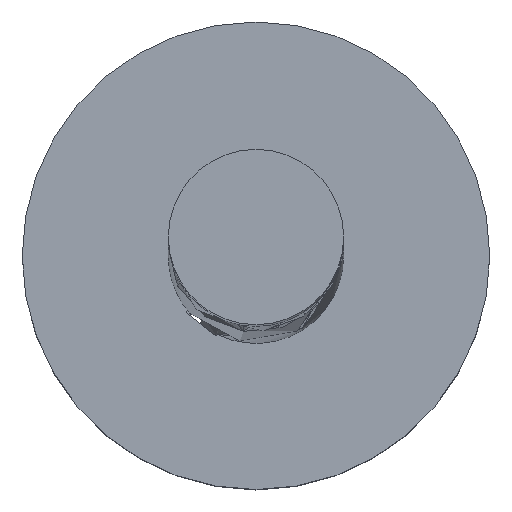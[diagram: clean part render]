
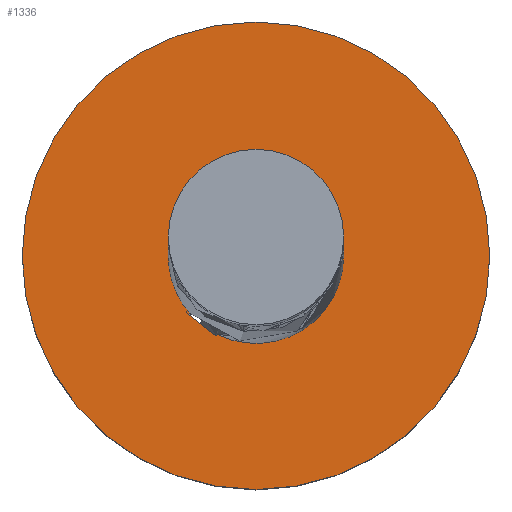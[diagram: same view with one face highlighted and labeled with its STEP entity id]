
A CAD part, top view. The second image highlights one B-rep face of the part: STEP entity #1336.
In plain terms, the highlighted planar face has unit normal (0, 0, 1).
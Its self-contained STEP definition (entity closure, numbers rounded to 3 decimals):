
#3 = DIRECTION ( 'NONE',  ( 0., 0., 1. ) ) ;
#28 = VERTEX_POINT ( 'NONE', #569 ) ;
#41 = EDGE_CURVE ( 'NONE', #1272, #533, #1945, .T. ) ;
#62 = CIRCLE ( 'NONE', #670, 2. ) ;
#98 = EDGE_CURVE ( 'NONE', #28, #689, #1747, .T. ) ;
#103 = CARTESIAN_POINT ( 'NONE',  ( -0.75, 0., 2. ) ) ;
#175 = CARTESIAN_POINT ( 'NONE',  ( -0.569, -0.489, 2. ) ) ;
#180 = ORIENTED_EDGE ( 'NONE', *, *, #770, .T. ) ;
#184 = EDGE_CURVE ( 'NONE', #1884, #1711, #1839, .T. ) ;
#186 = EDGE_CURVE ( 'NONE', #1697, #689, #2086, .T. ) ;
#227 =( BOUNDED_CURVE ( )  B_SPLINE_CURVE ( 1, ( #1023, #1530 ),
 .UNSPECIFIED., .F., .F. ) 
 B_SPLINE_CURVE_WITH_KNOTS ( ( 2, 2 ),
 ( 0., 0. ),
 .UNSPECIFIED. ) 
 CURVE ( )  GEOMETRIC_REPRESENTATION_ITEM ( )  RATIONAL_B_SPLINE_CURVE ( ( 0.999, 0.999 ) ) 
 REPRESENTATION_ITEM ( '' )  );
#248 = EDGE_LOOP ( 'NONE', ( #1090, #541, #423, #2051, #972, #180 ) ) ;
#306 = EDGE_CURVE ( 'NONE', #533, #1697, #1190, .T. ) ;
#309 = CARTESIAN_POINT ( 'NONE',  ( -0.575, -0.496, 2. ) ) ;
#322 = AXIS2_PLACEMENT_3D ( 'NONE', #2152, #1987, #1454 ) ;
#330 = DIRECTION ( 'NONE',  ( 1., 0., 0. ) ) ;
#342 = CARTESIAN_POINT ( 'NONE',  ( 0., 0., 2. ) ) ;
#355 = CARTESIAN_POINT ( 'NONE',  ( -0.572, -0.493, 2. ) ) ;
#367 = CARTESIAN_POINT ( 'NONE',  ( -0.333, -0.672, 2. ) ) ;
#423 = ORIENTED_EDGE ( 'NONE', *, *, #186, .F. ) ;
#441 = CARTESIAN_POINT ( 'NONE',  ( 0., 0., 2. ) ) ;
#464 = AXIS2_PLACEMENT_3D ( 'NONE', #590, #992, #1320 ) ;
#492 = CARTESIAN_POINT ( 'NONE',  ( 0., 0., 2. ) ) ;
#503 = PLANE ( 'NONE',  #1598 ) ;
#512 = DIRECTION ( 'NONE',  ( 1., 0., 0. ) ) ;
#516 = CARTESIAN_POINT ( 'NONE',  ( -0.342, -0.684, 2. ) ) ;
#533 = VERTEX_POINT ( 'NONE', #1947 ) ;
#541 = ORIENTED_EDGE ( 'NONE', *, *, #98, .T. ) ;
#569 = CARTESIAN_POINT ( 'NONE',  ( -0.579, -0.5, 2. ) ) ;
#590 = CARTESIAN_POINT ( 'NONE',  ( 0., 0., 2. ) ) ;
#655 = CARTESIAN_POINT ( 'NONE',  ( -0.579, -0.5, 2. ) ) ;
#670 = AXIS2_PLACEMENT_3D ( 'NONE', #441, #1109, #1907 ) ;
#672 = DIRECTION ( 'NONE',  ( 0., 0., 1. ) ) ;
#689 = VERTEX_POINT ( 'NONE', #726 ) ;
#723 = FACE_OUTER_BOUND ( 'NONE', #1207, .T. ) ;
#726 = CARTESIAN_POINT ( 'NONE',  ( -0.569, -0.489, 2. ) ) ;
#770 = EDGE_CURVE ( 'NONE', #1272, #2063, #1706, .T. ) ;
#784 = CARTESIAN_POINT ( 'NONE',  ( -2., 0., 2. ) ) ;
#834 = CARTESIAN_POINT ( 'NONE',  ( 0., 0., 2. ) ) ;
#972 = ORIENTED_EDGE ( 'NONE', *, *, #41, .F. ) ;
#984 = AXIS2_PLACEMENT_3D ( 'NONE', #834, #672, #512 ) ;
#992 = DIRECTION ( 'NONE',  ( 0., 0., 1. ) ) ;
#1011 = DIRECTION ( 'NONE',  ( 1., 0., 0. ) ) ;
#1012 = CARTESIAN_POINT ( 'NONE',  ( -0.342, -0.684, 2. ) ) ;
#1023 = CARTESIAN_POINT ( 'NONE',  ( -0.342, -0.684, 2. ) ) ;
#1090 = ORIENTED_EDGE ( 'NONE', *, *, #1287, .T. ) ;
#1109 = DIRECTION ( 'NONE',  ( 0., 0., 1. ) ) ;
#1190 = CIRCLE ( 'NONE', #322, 0.75 ) ;
#1195 = ORIENTED_EDGE ( 'NONE', *, *, #1690, .T. ) ;
#1207 = EDGE_LOOP ( 'NONE', ( #1888, #1195 ) ) ;
#1220 = CARTESIAN_POINT ( 'NONE',  ( 2., 0., 2. ) ) ;
#1272 = VERTEX_POINT ( 'NONE', #1821 ) ;
#1287 = EDGE_CURVE ( 'NONE', #2063, #28, #227, .T. ) ;
#1320 = DIRECTION ( 'NONE',  ( 1., 0., 0. ) ) ;
#1336 = ADVANCED_FACE ( 'NONE', ( #723, #1382 ), #503, .T. ) ;
#1382 = FACE_BOUND ( 'NONE', #248, .T. ) ;
#1454 = DIRECTION ( 'NONE',  ( 1., 0., 0. ) ) ;
#1530 = CARTESIAN_POINT ( 'NONE',  ( -0.579, -0.5, 2. ) ) ;
#1598 = AXIS2_PLACEMENT_3D ( 'NONE', #342, #1994, #1011 ) ;
#1690 = EDGE_CURVE ( 'NONE', #1711, #1884, #62, .T. ) ;
#1695 = CARTESIAN_POINT ( 'NONE',  ( -0.339, -0.68, 2. ) ) ;
#1697 = VERTEX_POINT ( 'NONE', #103 ) ;
#1706 =( BOUNDED_CURVE ( )  B_SPLINE_CURVE ( 3, ( #367, #1871, #1695, #516 ),
 .UNSPECIFIED., .F., .T. ) 
 B_SPLINE_CURVE_WITH_KNOTS ( ( 4, 4 ),
 ( 0., 0. ),
 .UNSPECIFIED. ) 
 CURVE ( )  GEOMETRIC_REPRESENTATION_ITEM ( )  RATIONAL_B_SPLINE_CURVE ( ( 0.908, 0.937, 0.968, 0.999 ) ) 
 REPRESENTATION_ITEM ( '' )  );
#1711 = VERTEX_POINT ( 'NONE', #1220 ) ;
#1747 =( BOUNDED_CURVE ( )  B_SPLINE_CURVE ( 3, ( #655, #309, #355, #175 ),
 .UNSPECIFIED., .F., .T. ) 
 B_SPLINE_CURVE_WITH_KNOTS ( ( 4, 4 ),
 ( 0., 0. ),
 .UNSPECIFIED. ) 
 CURVE ( )  GEOMETRIC_REPRESENTATION_ITEM ( )  RATIONAL_B_SPLINE_CURVE ( ( 0.999, 0.968, 0.937, 0.908 ) ) 
 REPRESENTATION_ITEM ( '' )  );
#1821 = CARTESIAN_POINT ( 'NONE',  ( -0.333, -0.672, 2. ) ) ;
#1839 = CIRCLE ( 'NONE', #1904, 2. ) ;
#1871 = CARTESIAN_POINT ( 'NONE',  ( -0.336, -0.676, 2. ) ) ;
#1884 = VERTEX_POINT ( 'NONE', #784 ) ;
#1888 = ORIENTED_EDGE ( 'NONE', *, *, #184, .T. ) ;
#1904 = AXIS2_PLACEMENT_3D ( 'NONE', #492, #3, #330 ) ;
#1907 = DIRECTION ( 'NONE',  ( 1., 0., 0. ) ) ;
#1945 = CIRCLE ( 'NONE', #464, 0.75 ) ;
#1947 = CARTESIAN_POINT ( 'NONE',  ( 0.75, 0., 2. ) ) ;
#1987 = DIRECTION ( 'NONE',  ( 0., 0., 1. ) ) ;
#1994 = DIRECTION ( 'NONE',  ( 0., 0., 1. ) ) ;
#2051 = ORIENTED_EDGE ( 'NONE', *, *, #306, .F. ) ;
#2063 = VERTEX_POINT ( 'NONE', #1012 ) ;
#2086 = CIRCLE ( 'NONE', #984, 0.75 ) ;
#2152 = CARTESIAN_POINT ( 'NONE',  ( 0., 0., 2. ) ) ;
